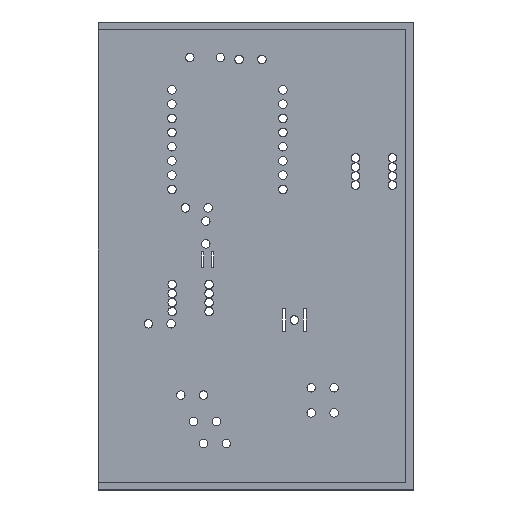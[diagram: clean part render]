
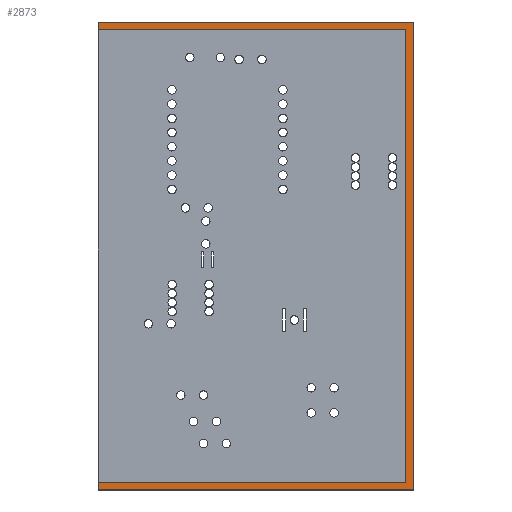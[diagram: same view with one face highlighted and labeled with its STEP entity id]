
A CAD part, top view. The second image highlights one B-rep face of the part: STEP entity #2873.
In plain terms, the highlighted planar face has unit normal (0, 0, 1).
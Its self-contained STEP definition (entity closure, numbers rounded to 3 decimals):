
#72 = PLANE('',#73);
#73 = AXIS2_PLACEMENT_3D('',#74,#75,#76);
#74 = CARTESIAN_POINT('',(44.38,-1.2,0.));
#75 = DIRECTION('',(0.,-1.,0.));
#76 = DIRECTION('',(-1.,0.,0.));
#206 = PLANE('',#207);
#207 = AXIS2_PLACEMENT_3D('',#208,#209,#210);
#208 = CARTESIAN_POINT('',(0.,-1.2,0.));
#209 = DIRECTION('',(-1.,0.,0.));
#210 = DIRECTION('',(0.,1.,0.));
#239 = PLANE('',#240);
#240 = AXIS2_PLACEMENT_3D('',#241,#242,#243);
#241 = CARTESIAN_POINT('',(44.38,64.7,0.));
#242 = DIRECTION('',(1.,0.,0.));
#243 = DIRECTION('',(0.,-1.,0.));
#434 = VERTEX_POINT('',#435);
#435 = CARTESIAN_POINT('',(44.38,-1.2,1.2));
#456 = EDGE_CURVE('',#434,#457,#459,.T.);
#457 = VERTEX_POINT('',#458);
#458 = CARTESIAN_POINT('',(0.,-1.2,1.2));
#459 = SURFACE_CURVE('',#460,(#464,#471),.PCURVE_S1.);
#460 = LINE('',#461,#462);
#461 = CARTESIAN_POINT('',(44.38,-1.2,1.2));
#462 = VECTOR('',#463,1.);
#463 = DIRECTION('',(-1.,0.,0.));
#464 = PCURVE('',#72,#465);
#465 = DEFINITIONAL_REPRESENTATION('',(#466),#470);
#466 = LINE('',#467,#468);
#467 = CARTESIAN_POINT('',(0.,-1.2));
#468 = VECTOR('',#469,1.);
#469 = DIRECTION('',(1.,0.));
#470 = ( GEOMETRIC_REPRESENTATION_CONTEXT(2) 
PARAMETRIC_REPRESENTATION_CONTEXT() REPRESENTATION_CONTEXT('2D SPACE',''
  ) );
#471 = PCURVE('',#472,#477);
#472 = PLANE('',#473);
#473 = AXIS2_PLACEMENT_3D('',#474,#475,#476);
#474 = CARTESIAN_POINT('',(31.012,31.75,1.2));
#475 = DIRECTION('',(-0.,-0.,-1.));
#476 = DIRECTION('',(-1.,0.,0.));
#477 = DEFINITIONAL_REPRESENTATION('',(#478),#482);
#478 = LINE('',#479,#480);
#479 = CARTESIAN_POINT('',(-13.368,-32.95));
#480 = VECTOR('',#481,1.);
#481 = DIRECTION('',(1.,0.));
#482 = ( GEOMETRIC_REPRESENTATION_CONTEXT(2) 
PARAMETRIC_REPRESENTATION_CONTEXT() REPRESENTATION_CONTEXT('2D SPACE',''
  ) );
#510 = EDGE_CURVE('',#457,#511,#513,.T.);
#511 = VERTEX_POINT('',#512);
#512 = CARTESIAN_POINT('',(0.,-0.1,1.2));
#513 = SURFACE_CURVE('',#514,(#518,#525),.PCURVE_S1.);
#514 = LINE('',#515,#516);
#515 = CARTESIAN_POINT('',(0.,-1.2,1.2));
#516 = VECTOR('',#517,1.);
#517 = DIRECTION('',(0.,1.,0.));
#518 = PCURVE('',#206,#519);
#519 = DEFINITIONAL_REPRESENTATION('',(#520),#524);
#520 = LINE('',#521,#522);
#521 = CARTESIAN_POINT('',(0.,-1.2));
#522 = VECTOR('',#523,1.);
#523 = DIRECTION('',(1.,0.));
#524 = ( GEOMETRIC_REPRESENTATION_CONTEXT(2) 
PARAMETRIC_REPRESENTATION_CONTEXT() REPRESENTATION_CONTEXT('2D SPACE',''
  ) );
#525 = PCURVE('',#472,#526);
#526 = DEFINITIONAL_REPRESENTATION('',(#527),#531);
#527 = LINE('',#528,#529);
#528 = CARTESIAN_POINT('',(31.012,-32.95));
#529 = VECTOR('',#530,1.);
#530 = DIRECTION('',(0.,1.));
#531 = ( GEOMETRIC_REPRESENTATION_CONTEXT(2) 
PARAMETRIC_REPRESENTATION_CONTEXT() REPRESENTATION_CONTEXT('2D SPACE',''
  ) );
#547 = PLANE('',#548);
#548 = AXIS2_PLACEMENT_3D('',#549,#550,#551);
#549 = CARTESIAN_POINT('',(0.,-0.1,0.));
#550 = DIRECTION('',(0.,1.,0.));
#551 = DIRECTION('',(1.,0.,0.));
#653 = PLANE('',#654);
#654 = AXIS2_PLACEMENT_3D('',#655,#656,#657);
#655 = CARTESIAN_POINT('',(0.,64.7,0.));
#656 = DIRECTION('',(0.,1.,0.));
#657 = DIRECTION('',(1.,0.,0.));
#692 = VERTEX_POINT('',#693);
#693 = CARTESIAN_POINT('',(44.38,64.7,1.2));
#714 = EDGE_CURVE('',#692,#434,#715,.T.);
#715 = SURFACE_CURVE('',#716,(#720,#727),.PCURVE_S1.);
#716 = LINE('',#717,#718);
#717 = CARTESIAN_POINT('',(44.38,64.7,1.2));
#718 = VECTOR('',#719,1.);
#719 = DIRECTION('',(0.,-1.,0.));
#720 = PCURVE('',#239,#721);
#721 = DEFINITIONAL_REPRESENTATION('',(#722),#726);
#722 = LINE('',#723,#724);
#723 = CARTESIAN_POINT('',(0.,-1.2));
#724 = VECTOR('',#725,1.);
#725 = DIRECTION('',(1.,0.));
#726 = ( GEOMETRIC_REPRESENTATION_CONTEXT(2) 
PARAMETRIC_REPRESENTATION_CONTEXT() REPRESENTATION_CONTEXT('2D SPACE',''
  ) );
#727 = PCURVE('',#472,#728);
#728 = DEFINITIONAL_REPRESENTATION('',(#729),#733);
#729 = LINE('',#730,#731);
#730 = CARTESIAN_POINT('',(-13.368,32.95));
#731 = VECTOR('',#732,1.);
#732 = DIRECTION('',(0.,-1.));
#733 = ( GEOMETRIC_REPRESENTATION_CONTEXT(2) 
PARAMETRIC_REPRESENTATION_CONTEXT() REPRESENTATION_CONTEXT('2D SPACE',''
  ) );
#2861 = PLANE('',#2862);
#2862 = AXIS2_PLACEMENT_3D('',#2863,#2864,#2865);
#2863 = CARTESIAN_POINT('',(0.,63.6,0.));
#2864 = DIRECTION('',(-1.,0.,0.));
#2865 = DIRECTION('',(0.,1.,0.));
#2873 = ADVANCED_FACE('',(#2874),#472,.F.);
#2874 = FACE_BOUND('',#2875,.F.);
#2875 = EDGE_LOOP('',(#2876,#2877,#2900,#2928,#2956,#2979,#3000,#3001));
#2876 = ORIENTED_EDGE('',*,*,#510,.T.);
#2877 = ORIENTED_EDGE('',*,*,#2878,.T.);
#2878 = EDGE_CURVE('',#511,#2879,#2881,.T.);
#2879 = VERTEX_POINT('',#2880);
#2880 = CARTESIAN_POINT('',(43.28,-0.1,1.2));
#2881 = SURFACE_CURVE('',#2882,(#2886,#2893),.PCURVE_S1.);
#2882 = LINE('',#2883,#2884);
#2883 = CARTESIAN_POINT('',(0.,-0.1,1.2));
#2884 = VECTOR('',#2885,1.);
#2885 = DIRECTION('',(1.,0.,0.));
#2886 = PCURVE('',#472,#2887);
#2887 = DEFINITIONAL_REPRESENTATION('',(#2888),#2892);
#2888 = LINE('',#2889,#2890);
#2889 = CARTESIAN_POINT('',(31.012,-31.85));
#2890 = VECTOR('',#2891,1.);
#2891 = DIRECTION('',(-1.,0.));
#2892 = ( GEOMETRIC_REPRESENTATION_CONTEXT(2) 
PARAMETRIC_REPRESENTATION_CONTEXT() REPRESENTATION_CONTEXT('2D SPACE',''
  ) );
#2893 = PCURVE('',#547,#2894);
#2894 = DEFINITIONAL_REPRESENTATION('',(#2895),#2899);
#2895 = LINE('',#2896,#2897);
#2896 = CARTESIAN_POINT('',(0.,-1.2));
#2897 = VECTOR('',#2898,1.);
#2898 = DIRECTION('',(1.,0.));
#2899 = ( GEOMETRIC_REPRESENTATION_CONTEXT(2) 
PARAMETRIC_REPRESENTATION_CONTEXT() REPRESENTATION_CONTEXT('2D SPACE',''
  ) );
#2900 = ORIENTED_EDGE('',*,*,#2901,.T.);
#2901 = EDGE_CURVE('',#2879,#2902,#2904,.T.);
#2902 = VERTEX_POINT('',#2903);
#2903 = CARTESIAN_POINT('',(43.28,63.6,1.2));
#2904 = SURFACE_CURVE('',#2905,(#2909,#2916),.PCURVE_S1.);
#2905 = LINE('',#2906,#2907);
#2906 = CARTESIAN_POINT('',(43.28,-0.1,1.2));
#2907 = VECTOR('',#2908,1.);
#2908 = DIRECTION('',(0.,1.,0.));
#2909 = PCURVE('',#472,#2910);
#2910 = DEFINITIONAL_REPRESENTATION('',(#2911),#2915);
#2911 = LINE('',#2912,#2913);
#2912 = CARTESIAN_POINT('',(-12.268,-31.85));
#2913 = VECTOR('',#2914,1.);
#2914 = DIRECTION('',(0.,1.));
#2915 = ( GEOMETRIC_REPRESENTATION_CONTEXT(2) 
PARAMETRIC_REPRESENTATION_CONTEXT() REPRESENTATION_CONTEXT('2D SPACE',''
  ) );
#2916 = PCURVE('',#2917,#2922);
#2917 = PLANE('',#2918);
#2918 = AXIS2_PLACEMENT_3D('',#2919,#2920,#2921);
#2919 = CARTESIAN_POINT('',(43.28,-0.1,0.));
#2920 = DIRECTION('',(-1.,0.,0.));
#2921 = DIRECTION('',(0.,1.,0.));
#2922 = DEFINITIONAL_REPRESENTATION('',(#2923),#2927);
#2923 = LINE('',#2924,#2925);
#2924 = CARTESIAN_POINT('',(0.,-1.2));
#2925 = VECTOR('',#2926,1.);
#2926 = DIRECTION('',(1.,0.));
#2927 = ( GEOMETRIC_REPRESENTATION_CONTEXT(2) 
PARAMETRIC_REPRESENTATION_CONTEXT() REPRESENTATION_CONTEXT('2D SPACE',''
  ) );
#2928 = ORIENTED_EDGE('',*,*,#2929,.T.);
#2929 = EDGE_CURVE('',#2902,#2930,#2932,.T.);
#2930 = VERTEX_POINT('',#2931);
#2931 = CARTESIAN_POINT('',(0.,63.6,1.2));
#2932 = SURFACE_CURVE('',#2933,(#2937,#2944),.PCURVE_S1.);
#2933 = LINE('',#2934,#2935);
#2934 = CARTESIAN_POINT('',(43.28,63.6,1.2));
#2935 = VECTOR('',#2936,1.);
#2936 = DIRECTION('',(-1.,0.,0.));
#2937 = PCURVE('',#472,#2938);
#2938 = DEFINITIONAL_REPRESENTATION('',(#2939),#2943);
#2939 = LINE('',#2940,#2941);
#2940 = CARTESIAN_POINT('',(-12.268,31.85));
#2941 = VECTOR('',#2942,1.);
#2942 = DIRECTION('',(1.,0.));
#2943 = ( GEOMETRIC_REPRESENTATION_CONTEXT(2) 
PARAMETRIC_REPRESENTATION_CONTEXT() REPRESENTATION_CONTEXT('2D SPACE',''
  ) );
#2944 = PCURVE('',#2945,#2950);
#2945 = PLANE('',#2946);
#2946 = AXIS2_PLACEMENT_3D('',#2947,#2948,#2949);
#2947 = CARTESIAN_POINT('',(43.28,63.6,0.));
#2948 = DIRECTION('',(0.,-1.,0.));
#2949 = DIRECTION('',(-1.,0.,0.));
#2950 = DEFINITIONAL_REPRESENTATION('',(#2951),#2955);
#2951 = LINE('',#2952,#2953);
#2952 = CARTESIAN_POINT('',(0.,-1.2));
#2953 = VECTOR('',#2954,1.);
#2954 = DIRECTION('',(1.,0.));
#2955 = ( GEOMETRIC_REPRESENTATION_CONTEXT(2) 
PARAMETRIC_REPRESENTATION_CONTEXT() REPRESENTATION_CONTEXT('2D SPACE',''
  ) );
#2956 = ORIENTED_EDGE('',*,*,#2957,.T.);
#2957 = EDGE_CURVE('',#2930,#2958,#2960,.T.);
#2958 = VERTEX_POINT('',#2959);
#2959 = CARTESIAN_POINT('',(0.,64.7,1.2));
#2960 = SURFACE_CURVE('',#2961,(#2965,#2972),.PCURVE_S1.);
#2961 = LINE('',#2962,#2963);
#2962 = CARTESIAN_POINT('',(0.,63.6,1.2));
#2963 = VECTOR('',#2964,1.);
#2964 = DIRECTION('',(0.,1.,0.));
#2965 = PCURVE('',#472,#2966);
#2966 = DEFINITIONAL_REPRESENTATION('',(#2967),#2971);
#2967 = LINE('',#2968,#2969);
#2968 = CARTESIAN_POINT('',(31.012,31.85));
#2969 = VECTOR('',#2970,1.);
#2970 = DIRECTION('',(0.,1.));
#2971 = ( GEOMETRIC_REPRESENTATION_CONTEXT(2) 
PARAMETRIC_REPRESENTATION_CONTEXT() REPRESENTATION_CONTEXT('2D SPACE',''
  ) );
#2972 = PCURVE('',#2861,#2973);
#2973 = DEFINITIONAL_REPRESENTATION('',(#2974),#2978);
#2974 = LINE('',#2975,#2976);
#2975 = CARTESIAN_POINT('',(0.,-1.2));
#2976 = VECTOR('',#2977,1.);
#2977 = DIRECTION('',(1.,0.));
#2978 = ( GEOMETRIC_REPRESENTATION_CONTEXT(2) 
PARAMETRIC_REPRESENTATION_CONTEXT() REPRESENTATION_CONTEXT('2D SPACE',''
  ) );
#2979 = ORIENTED_EDGE('',*,*,#2980,.T.);
#2980 = EDGE_CURVE('',#2958,#692,#2981,.T.);
#2981 = SURFACE_CURVE('',#2982,(#2986,#2993),.PCURVE_S1.);
#2982 = LINE('',#2983,#2984);
#2983 = CARTESIAN_POINT('',(0.,64.7,1.2));
#2984 = VECTOR('',#2985,1.);
#2985 = DIRECTION('',(1.,0.,0.));
#2986 = PCURVE('',#472,#2987);
#2987 = DEFINITIONAL_REPRESENTATION('',(#2988),#2992);
#2988 = LINE('',#2989,#2990);
#2989 = CARTESIAN_POINT('',(31.012,32.95));
#2990 = VECTOR('',#2991,1.);
#2991 = DIRECTION('',(-1.,0.));
#2992 = ( GEOMETRIC_REPRESENTATION_CONTEXT(2) 
PARAMETRIC_REPRESENTATION_CONTEXT() REPRESENTATION_CONTEXT('2D SPACE',''
  ) );
#2993 = PCURVE('',#653,#2994);
#2994 = DEFINITIONAL_REPRESENTATION('',(#2995),#2999);
#2995 = LINE('',#2996,#2997);
#2996 = CARTESIAN_POINT('',(0.,-1.2));
#2997 = VECTOR('',#2998,1.);
#2998 = DIRECTION('',(1.,0.));
#2999 = ( GEOMETRIC_REPRESENTATION_CONTEXT(2) 
PARAMETRIC_REPRESENTATION_CONTEXT() REPRESENTATION_CONTEXT('2D SPACE',''
  ) );
#3000 = ORIENTED_EDGE('',*,*,#714,.T.);
#3001 = ORIENTED_EDGE('',*,*,#456,.T.);
